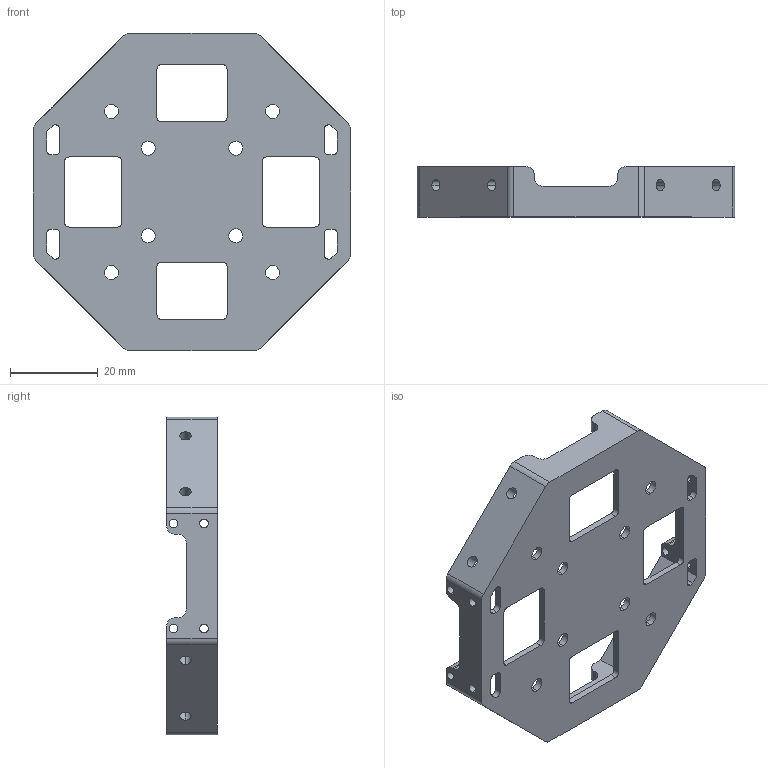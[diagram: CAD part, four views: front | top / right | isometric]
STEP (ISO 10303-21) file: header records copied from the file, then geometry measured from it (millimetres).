
FILE_DESCRIPTION (( 'STEP AP214' ), '1' );
FILE_NAME ('SLS_body.STEP', '2023-11-05T20:27:14', ( '' ), ( '' ), 'SwSTEP 2.0', 'SolidWorks 2023', '' );
FILE_SCHEMA (( 'AUTOMOTIVE_DESIGN' ));
Length unit declared in the file: millimetre
Products named in the file (1): SLS_body
Bounding box: 72.43 x 11.5 x 72.43 mm (x, y, z)
Volume: 10732.4 mm3; surface area: 11865.7 mm2
Topology: 1 solids, 1 shells, 160 faces, 486 edges, 324 vertices
Faces by surface type: cylinder 102, plane 58
Entity records: 5685 total; most frequent: DIRECTION 1012, ORIENTED_EDGE 972, CARTESIAN_POINT 971, EDGE_CURVE 486, AXIS2_PLACEMENT_3D 365, VERTEX_POINT 324, LINE 282, VECTOR 282
